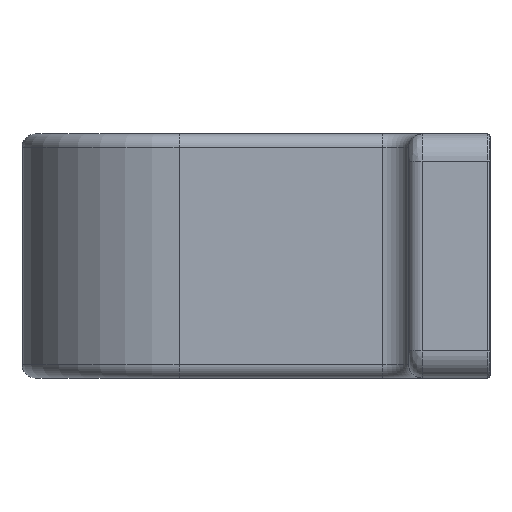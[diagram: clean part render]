
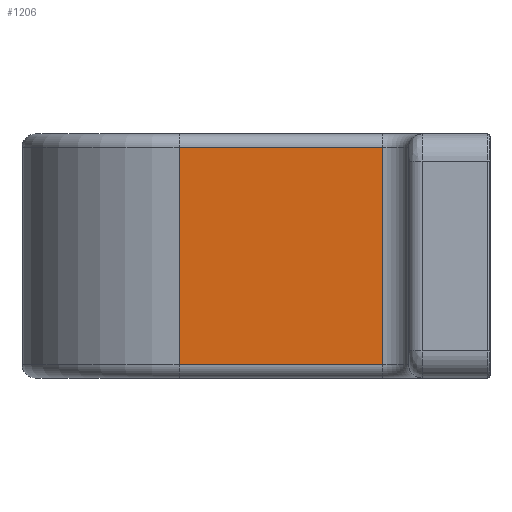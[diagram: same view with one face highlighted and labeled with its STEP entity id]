
A CAD part, left-side view. The second image highlights one B-rep face of the part: STEP entity #1206.
In plain terms, the highlighted planar face has unit normal (-0.999, 0.035, 0).
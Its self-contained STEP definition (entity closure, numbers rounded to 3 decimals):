
#39=PLANE('',#1384);
#100=LINE('',#2124,#172);
#106=LINE('',#2181,#178);
#109=LINE('',#2191,#181);
#110=LINE('',#2193,#182);
#172=VECTOR('',#1734,14.998);
#178=VECTOR('',#1782,14.998);
#181=VECTOR('',#1797,16.);
#182=VECTOR('',#1800,16.);
#296=FACE_OUTER_BOUND('',#382,.T.);
#382=EDGE_LOOP('',(#1071,#1072,#1073,#1074));
#576=VERTEX_POINT('',#2114);
#578=VERTEX_POINT('',#2120);
#590=VERTEX_POINT('',#2175);
#591=VERTEX_POINT('',#2179);
#735=EDGE_CURVE('',#576,#578,#100,.T.);
#756=EDGE_CURVE('',#590,#591,#106,.T.);
#761=EDGE_CURVE('',#578,#590,#109,.T.);
#762=EDGE_CURVE('',#591,#576,#110,.T.);
#1071=ORIENTED_EDGE('',*,*,#756,.F.);
#1072=ORIENTED_EDGE('',*,*,#761,.F.);
#1073=ORIENTED_EDGE('',*,*,#735,.F.);
#1074=ORIENTED_EDGE('',*,*,#762,.F.);
#1206=ADVANCED_FACE('',(#296),#39,.T.);
#1384=AXIS2_PLACEMENT_3D('',#2192,#1798,#1799);
#1734=DIRECTION('',(-0.035,-0.999,0.));
#1782=DIRECTION('',(0.035,0.999,0.));
#1797=DIRECTION('',(0.,0.,-1.));
#1798=DIRECTION('center_axis',(-0.999,0.035,0.));
#1799=DIRECTION('ref_axis',(-0.035,-0.999,0.));
#1800=DIRECTION('',(0.,0.,1.));
#2114=CARTESIAN_POINT('',(17.091,22.919,8.));
#2120=CARTESIAN_POINT('',(16.567,7.93,8.));
#2124=CARTESIAN_POINT('',(17.041,21.492,8.));
#2175=CARTESIAN_POINT('',(16.567,7.93,-8.));
#2179=CARTESIAN_POINT('',(17.091,22.919,-8.));
#2181=CARTESIAN_POINT('',(17.041,21.492,-8.));
#2191=CARTESIAN_POINT('',(16.567,7.93,0.));
#2192=CARTESIAN_POINT('Origin',(17.091,22.919,0.));
#2193=CARTESIAN_POINT('',(17.091,22.919,0.));
